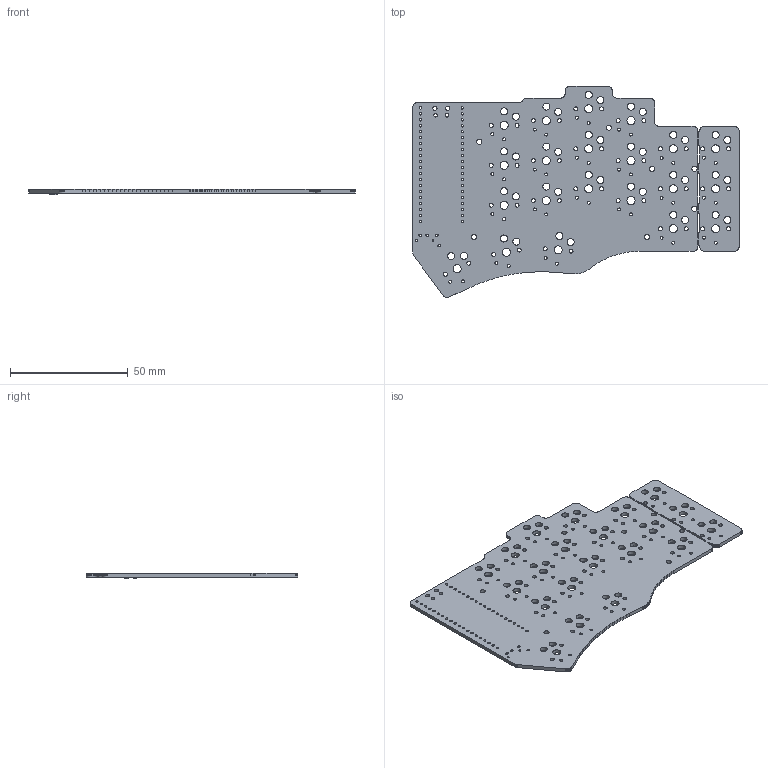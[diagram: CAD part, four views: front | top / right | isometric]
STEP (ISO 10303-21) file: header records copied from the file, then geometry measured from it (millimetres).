
FILE_DESCRIPTION(('KiCad electronic assembly'),'2;1');
FILE_NAME('Piantor-RX-pcb.step','2023-07-05T18:13:25',('Pcbnew'),( 'Kicad'),'Open CASCADE STEP processor 7.6','KiCad to STEP converter' ,'Unknown');
FILE_SCHEMA(('AUTOMOTIVE_DESIGN { 1 0 10303 214 1 1 1 1 }'));
Length unit declared in the file: millimetre
Products named in the file (4): Piantor-RX-pcb 1; R_1206_3216Metric; SOLID; keyboard_pcb PCB
Assembly tree (4 placements, depth 3):
  Piantor-RX-pcb 1
    R_1206_3216Metric  x2
      SOLID
    keyboard_pcb PCB
Bounding box: 138.8 x 89.91 x 2.18 mm (x, y, z)
Volume: 13874.1 mm3; surface area: 20356.2 mm2
Topology: 3 solids, 3 shells, 699 faces, 2071 edges, 1378 vertices
Faces by surface type: plane 463, cylinder 236
Full cylindrical faces by diameter (mm): 0.5 x20, 0.8 x2, 1.02 x40, 1.27 x42, 1.5 x2, 1.702 x42, 1.8 x2, 2.2 x7, 3 x42, 3.429 x21
Entity records: 51107 total; most frequent: CARTESIAN_POINT 10709, DIRECTION 7373, LINE 5097, VECTOR 5097, ORIENTED_EDGE 4006, PCURVE 4006, DEFINITIONAL_REPRESENTATION 4006, EDGE_CURVE 2003
